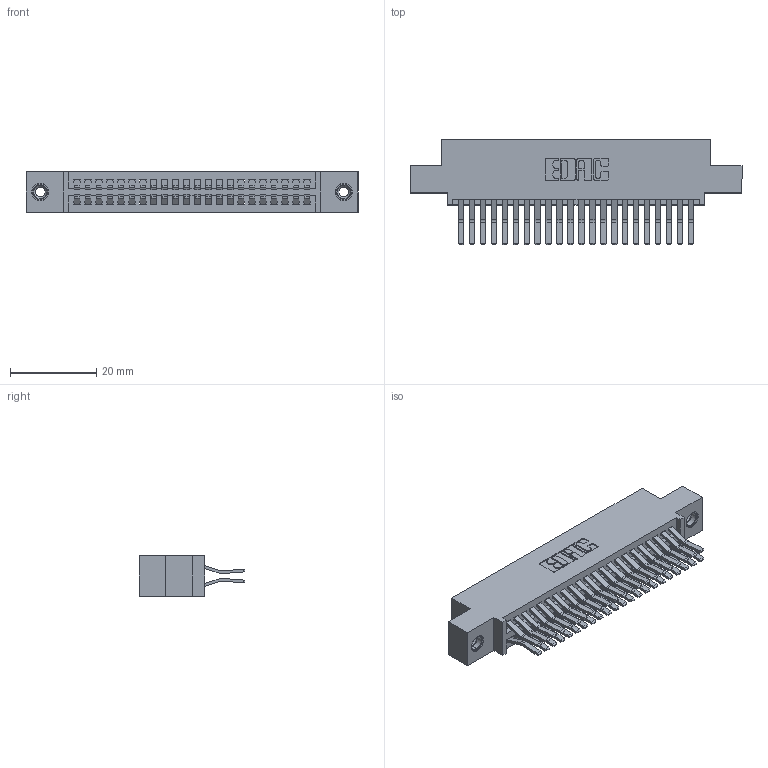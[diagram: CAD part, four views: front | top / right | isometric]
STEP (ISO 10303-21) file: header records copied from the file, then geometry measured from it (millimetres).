
FILE_DESCRIPTION (( 'STEP AP203' ), '1' );
FILE_NAME ('345-044-560-508.STEP', '2019-10-29T00:57:41', ( '' ), ( '' ), 'SwSTEP 2.0', 'SolidWorks 2016', '' );
FILE_SCHEMA (( 'CONFIG_CONTROL_DESIGN' ));
Length unit declared in the file: inch
Products named in the file (4): 345 Part_0.110 Offset - 0.156 Dia-TI; 345-044-560-508; 345-250-001_345-250-003-102; 345-292-001_560 Tail
Assembly tree (47 placements, depth 2):
  345-044-560-508
    345 Part_0.110 Offset - 0.156 Dia-TI
    345-292-001_560 Tail  x44
    345-250-001_345-250-003-102  x2
Bounding box: 77.09 x 24.45 x 9.4 mm (x, y, z)
Volume: 7511.4 mm3; surface area: 11563.7 mm2
Topology: 47 solids, 47 shells, 2478 faces, 7309 edges, 4806 vertices
Faces by surface type: plane 1568, cylinder 894, cone 12, torus 4
Entity records: 21360 total; most frequent: CARTESIAN_POINT 3583, ORIENTED_EDGE 3510, DIRECTION 3213, EDGE_CURVE 1755, VECTOR 1511, LINE 1511, VERTEX_POINT 1164, AXIS2_PLACEMENT_3D 851
